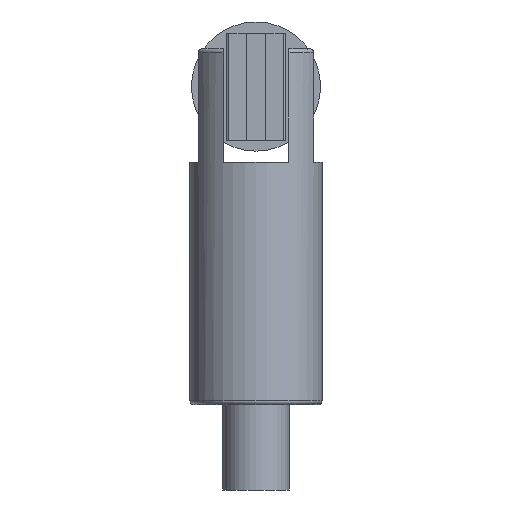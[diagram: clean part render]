
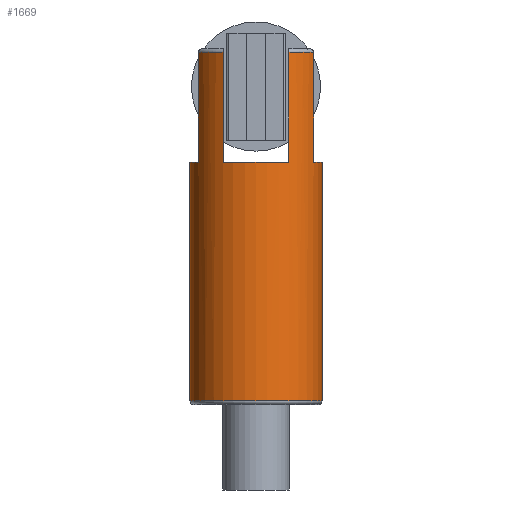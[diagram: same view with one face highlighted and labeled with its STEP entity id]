
A CAD part, front view. The second image highlights one B-rep face of the part: STEP entity #1669.
In plain terms, the highlighted cylindrical face has radius 6.096 mm (diameter 12.192 mm), a partial arc.
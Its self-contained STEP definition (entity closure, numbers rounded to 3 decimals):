
#47 = EDGE_CURVE ( 'NONE', #1941, #1772, #1259, .T. ) ;
#72 = CARTESIAN_POINT ( 'NONE',  ( 5.31, -2.994, 0. ) ) ;
#88 = CARTESIAN_POINT ( 'NONE',  ( 6.096, 0., 0.35 ) ) ;
#158 = CIRCLE ( 'NONE', #738, 6.096 ) ;
#176 = EDGE_LOOP ( 'NONE', ( #587, #770, #1561, #305, #2012, #1003, #1589, #1358, #1169, #1159, #1910, #1734 ) ) ;
#210 = CARTESIAN_POINT ( 'NONE',  ( -3.045, -5.281, 0. ) ) ;
#226 = VERTEX_POINT ( 'NONE', #298 ) ;
#298 = CARTESIAN_POINT ( 'NONE',  ( -5.31, -2.994, 22.37 ) ) ;
#305 = ORIENTED_EDGE ( 'NONE', *, *, #1488, .F. ) ;
#329 = DIRECTION ( 'NONE',  ( -1., 0., 0. ) ) ;
#352 = CARTESIAN_POINT ( 'NONE',  ( 6.096, 0., 22.37 ) ) ;
#379 = CYLINDRICAL_SURFACE ( 'NONE', #825, 6.096 ) ;
#436 = VERTEX_POINT ( 'NONE', #1485 ) ;
#447 = CARTESIAN_POINT ( 'NONE',  ( -6.096, 0., 22.37 ) ) ;
#467 = CIRCLE ( 'NONE', #865, 6.096 ) ;
#541 = VERTEX_POINT ( 'NONE', #88 ) ;
#584 = VERTEX_POINT ( 'NONE', #969 ) ;
#587 = ORIENTED_EDGE ( 'NONE', *, *, #2067, .F. ) ;
#589 = EDGE_CURVE ( 'NONE', #541, #1396, #2471, .T. ) ;
#601 = CIRCLE ( 'NONE', #789, 6.096 ) ;
#729 = DIRECTION ( 'NONE',  ( 0., 0., -1. ) ) ;
#738 = AXIS2_PLACEMENT_3D ( 'NONE', #910, #1615, #2191 ) ;
#740 = CARTESIAN_POINT ( 'NONE',  ( -6.096, 0., 0. ) ) ;
#767 = VECTOR ( 'NONE', #826, 1000. ) ;
#770 = ORIENTED_EDGE ( 'NONE', *, *, #1050, .F. ) ;
#774 = DIRECTION ( 'NONE',  ( 0., 0., -1. ) ) ;
#779 = CARTESIAN_POINT ( 'NONE',  ( -5.31, -2.994, 32.52 ) ) ;
#786 = EDGE_CURVE ( 'NONE', #2560, #436, #1105, .T. ) ;
#789 = AXIS2_PLACEMENT_3D ( 'NONE', #1604, #1193, #329 ) ;
#807 = DIRECTION ( 'NONE',  ( -1., 0., 0. ) ) ;
#821 = AXIS2_PLACEMENT_3D ( 'NONE', #1839, #2688, #807 ) ;
#825 = AXIS2_PLACEMENT_3D ( 'NONE', #2519, #2272, #1857 ) ;
#826 = DIRECTION ( 'NONE',  ( 0., 0., -1. ) ) ;
#839 = LINE ( 'NONE', #1911, #2575 ) ;
#865 = AXIS2_PLACEMENT_3D ( 'NONE', #1977, #774, #1768 ) ;
#905 = CIRCLE ( 'NONE', #821, 6.096 ) ;
#910 = CARTESIAN_POINT ( 'NONE',  ( 0., 0., 32.52 ) ) ;
#969 = CARTESIAN_POINT ( 'NONE',  ( 3.045, -5.281, 22.37 ) ) ;
#1003 = ORIENTED_EDGE ( 'NONE', *, *, #2326, .T. ) ;
#1018 = EDGE_CURVE ( 'NONE', #226, #2352, #1816, .T. ) ;
#1025 = CARTESIAN_POINT ( 'NONE',  ( 3.045, -5.281, 32.52 ) ) ;
#1028 = EDGE_CURVE ( 'NONE', #226, #1459, #905, .T. ) ;
#1050 = EDGE_CURVE ( 'NONE', #2560, #1577, #1984, .T. ) ;
#1076 = DIRECTION ( 'NONE',  ( 1., 0., 0. ) ) ;
#1105 = LINE ( 'NONE', #72, #2514 ) ;
#1108 = VERTEX_POINT ( 'NONE', #1025 ) ;
#1159 = ORIENTED_EDGE ( 'NONE', *, *, #1028, .T. ) ;
#1169 = ORIENTED_EDGE ( 'NONE', *, *, #1018, .F. ) ;
#1185 = CARTESIAN_POINT ( 'NONE',  ( -3.045, -5.281, 32.52 ) ) ;
#1193 = DIRECTION ( 'NONE',  ( 0., 0., -1. ) ) ;
#1236 = EDGE_CURVE ( 'NONE', #1108, #584, #1336, .T. ) ;
#1259 = LINE ( 'NONE', #210, #767 ) ;
#1273 = CARTESIAN_POINT ( 'NONE',  ( 0., 0., 22.37 ) ) ;
#1327 = CARTESIAN_POINT ( 'NONE',  ( 0., 0., 0.35 ) ) ;
#1336 = LINE ( 'NONE', #2550, #2169 ) ;
#1358 = ORIENTED_EDGE ( 'NONE', *, *, #1509, .T. ) ;
#1396 = VERTEX_POINT ( 'NONE', #1546 ) ;
#1406 = DIRECTION ( 'NONE',  ( 0., 0., 1. ) ) ;
#1441 = DIRECTION ( 'NONE',  ( 0., 0., 1. ) ) ;
#1459 = VERTEX_POINT ( 'NONE', #447 ) ;
#1462 = AXIS2_PLACEMENT_3D ( 'NONE', #1327, #729, #2523 ) ;
#1470 = CARTESIAN_POINT ( 'NONE',  ( -3.045, -5.281, 22.37 ) ) ;
#1485 = CARTESIAN_POINT ( 'NONE',  ( 5.31, -2.994, 32.52 ) ) ;
#1488 = EDGE_CURVE ( 'NONE', #1108, #436, #158, .T. ) ;
#1509 = EDGE_CURVE ( 'NONE', #1941, #2352, #467, .T. ) ;
#1546 = CARTESIAN_POINT ( 'NONE',  ( -6.096, 0., 0.35 ) ) ;
#1561 = ORIENTED_EDGE ( 'NONE', *, *, #786, .T. ) ;
#1577 = VERTEX_POINT ( 'NONE', #352 ) ;
#1589 = ORIENTED_EDGE ( 'NONE', *, *, #47, .F. ) ;
#1604 = CARTESIAN_POINT ( 'NONE',  ( 0., 0., 22.37 ) ) ;
#1615 = DIRECTION ( 'NONE',  ( 0., 0., 1. ) ) ;
#1637 = VECTOR ( 'NONE', #1406, 1000. ) ;
#1669 = ADVANCED_FACE ( 'NONE', ( #2505 ), #379, .T. ) ;
#1734 = ORIENTED_EDGE ( 'NONE', *, *, #589, .F. ) ;
#1768 = DIRECTION ( 'NONE',  ( -1., 0., 0. ) ) ;
#1772 = VERTEX_POINT ( 'NONE', #1470 ) ;
#1816 = LINE ( 'NONE', #2446, #1637 ) ;
#1839 = CARTESIAN_POINT ( 'NONE',  ( 0., 0., 22.37 ) ) ;
#1857 = DIRECTION ( 'NONE',  ( -1., 0., 0. ) ) ;
#1910 = ORIENTED_EDGE ( 'NONE', *, *, #2232, .T. ) ;
#1911 = CARTESIAN_POINT ( 'NONE',  ( 6.096, 0., 0. ) ) ;
#1941 = VERTEX_POINT ( 'NONE', #1185 ) ;
#1977 = CARTESIAN_POINT ( 'NONE',  ( 0., 0., 32.52 ) ) ;
#1984 = CIRCLE ( 'NONE', #2563, 6.096 ) ;
#2012 = ORIENTED_EDGE ( 'NONE', *, *, #1236, .T. ) ;
#2067 = EDGE_CURVE ( 'NONE', #1577, #541, #839, .T. ) ;
#2169 = VECTOR ( 'NONE', #2368, 1000. ) ;
#2191 = DIRECTION ( 'NONE',  ( 1., 0., 0. ) ) ;
#2194 = LINE ( 'NONE', #740, #2392 ) ;
#2232 = EDGE_CURVE ( 'NONE', #1459, #1396, #2194, .T. ) ;
#2272 = DIRECTION ( 'NONE',  ( 0., 0., -1. ) ) ;
#2326 = EDGE_CURVE ( 'NONE', #584, #1772, #601, .T. ) ;
#2352 = VERTEX_POINT ( 'NONE', #779 ) ;
#2368 = DIRECTION ( 'NONE',  ( 0., 0., -1. ) ) ;
#2392 = VECTOR ( 'NONE', #2552, 1000. ) ;
#2446 = CARTESIAN_POINT ( 'NONE',  ( -5.31, -2.994, 0. ) ) ;
#2471 = CIRCLE ( 'NONE', #1462, 6.096 ) ;
#2499 = DIRECTION ( 'NONE',  ( 0., 0., -1. ) ) ;
#2505 = FACE_OUTER_BOUND ( 'NONE', #176, .T. ) ;
#2514 = VECTOR ( 'NONE', #2597, 1000. ) ;
#2519 = CARTESIAN_POINT ( 'NONE',  ( 0., 0., 0. ) ) ;
#2523 = DIRECTION ( 'NONE',  ( -1., 0., 0. ) ) ;
#2550 = CARTESIAN_POINT ( 'NONE',  ( 3.045, -5.281, 0. ) ) ;
#2552 = DIRECTION ( 'NONE',  ( 0., 0., -1. ) ) ;
#2560 = VERTEX_POINT ( 'NONE', #2715 ) ;
#2563 = AXIS2_PLACEMENT_3D ( 'NONE', #1273, #1441, #1076 ) ;
#2575 = VECTOR ( 'NONE', #2499, 1000. ) ;
#2597 = DIRECTION ( 'NONE',  ( 0., 0., 1. ) ) ;
#2688 = DIRECTION ( 'NONE',  ( 0., 0., -1. ) ) ;
#2715 = CARTESIAN_POINT ( 'NONE',  ( 5.31, -2.994, 22.37 ) ) ;
